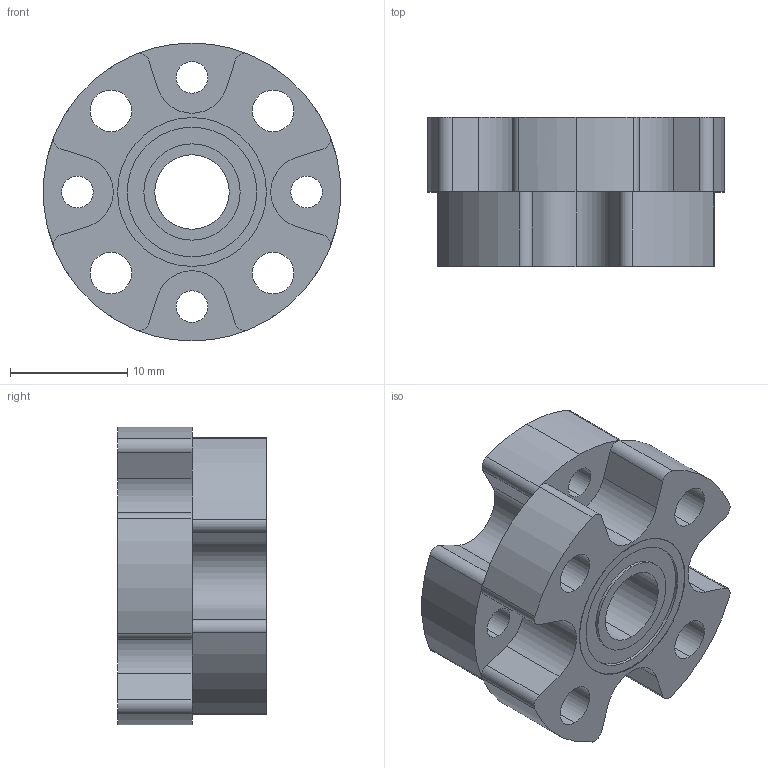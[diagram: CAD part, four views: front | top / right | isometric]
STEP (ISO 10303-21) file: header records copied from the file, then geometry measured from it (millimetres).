
FILE_DESCRIPTION (( 'STEP AP203' ), '1' );
FILE_NAME ('545444 assembly.STEP', '2014-07-10T21:22:50', ( 'Kyle' ), ( 'Microsoft' ), 'SwSTEP 2.0', 'SolidWorks 2014', '' );
FILE_SCHEMA (( 'CONFIG_CONTROL_DESIGN' ));
Length unit declared in the file: inch
Products named in the file (3): 545444; .25 x .50 non flanged bearing; 545444 assembly
Assembly tree (3 placements, depth 2):
  545444 assembly
    545444
    .25 x .50 non flanged bearing  x2
Bounding box: 25.32 x 12.7 x 25.4 mm (x, y, z)
Volume: 3680.2 mm3; surface area: 4025 mm2
Topology: 3 solids, 3 shells, 119 faces, 309 edges, 206 vertices
Faces by surface type: cylinder 79, plane 40
Entity records: 3640 total; most frequent: DIRECTION 637, CARTESIAN_POINT 562, ORIENTED_EDGE 546, EDGE_CURVE 273, AXIS2_PLACEMENT_3D 257, VERTEX_POINT 182, CIRCLE 150, EDGE_LOOP 127
